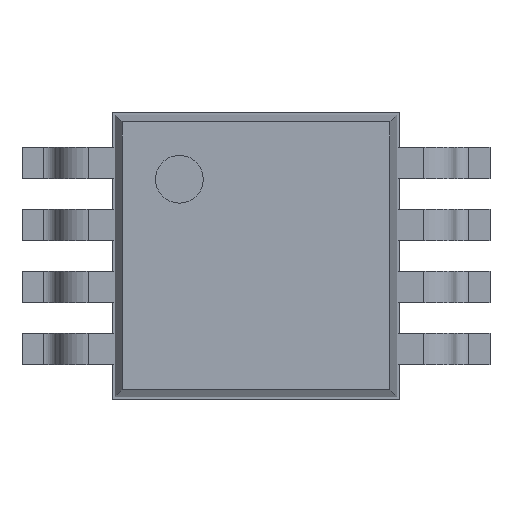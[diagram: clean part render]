
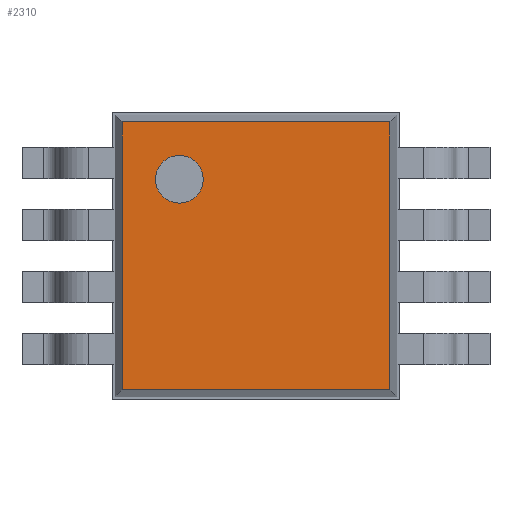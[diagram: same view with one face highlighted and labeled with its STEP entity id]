
A CAD part, top view. The second image highlights one B-rep face of the part: STEP entity #2310.
In plain terms, the highlighted planar face has unit normal (0, 0, 1).
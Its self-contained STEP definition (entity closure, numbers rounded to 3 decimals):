
#27=VECTOR('',#28,1.);
#28=DIRECTION('',(0.,-1.,0.));
#84=VECTOR('',#85,1.);
#85=DIRECTION('',(-1.,0.,0.));
#91=VECTOR('',#92,1.);
#92=DIRECTION('',(0.,1.,0.));
#96=VECTOR('',#97,1.);
#97=DIRECTION('',(1.,0.,0.));
#122=DIRECTION('',(0.,0.,-1.));
#123=DIRECTION('',(0.707,-0.707,0.));
#1317=VERTEX_POINT('',#1318);
#1318=CARTESIAN_POINT('',(1.403,1.403,0.96));
#1320=ORIENTED_EDGE('',*,*,#1321,.F.);
#1321=EDGE_CURVE('',#1322,#1317,#1324,.T.);
#1322=VERTEX_POINT('',#1323);
#1323=CARTESIAN_POINT('',(1.403,-1.403,0.96));
#1324=LINE('',#1323,#91);
#1335=VERTEX_POINT('',#1336);
#1336=CARTESIAN_POINT('',(-1.403,1.403,0.96));
#1338=ORIENTED_EDGE('',*,*,#1339,.F.);
#1339=EDGE_CURVE('',#1317,#1335,#1340,.T.);
#1340=LINE('',#1318,#84);
#1361=VERTEX_POINT('',#1362);
#1362=CARTESIAN_POINT('',(-1.403,-1.403,0.96));
#1364=ORIENTED_EDGE('',*,*,#1365,.F.);
#1365=EDGE_CURVE('',#1335,#1361,#1366,.T.);
#1366=LINE('',#1336,#27);
#1724=ORIENTED_EDGE('',*,*,#1725,.F.);
#1725=EDGE_CURVE('',#1361,#1322,#1726,.T.);
#1726=LINE('',#1362,#96);
#2310=ADVANCED_FACE('',(#2311,#2313),#2323,.F.);
#2311=FACE_BOUND('',#2312,.F.);
#2312=EDGE_LOOP('',(#1364,#1338,#1320,#1724));
#2313=FACE_BOUND('',#2314,.F.);
#2314=EDGE_LOOP('',(#2315));
#2315=ORIENTED_EDGE('',*,*,#2316,.F.);
#2316=EDGE_CURVE('',#2317,#2317,#2319,.T.);
#2317=VERTEX_POINT('',#2318);
#2318=CARTESIAN_POINT('',(-0.803,0.553,0.96));
#2319=CIRCLE('',#2320,0.25);
#2320=AXIS2_PLACEMENT_3D('',#2321,#2322,#28);
#2321=CARTESIAN_POINT('',(-0.803,0.803,0.96));
#2322=DIRECTION('',(0.,-0.,-1.));
#2323=PLANE('',#2324);
#2324=AXIS2_PLACEMENT_3D('',#1336,#122,#123);
